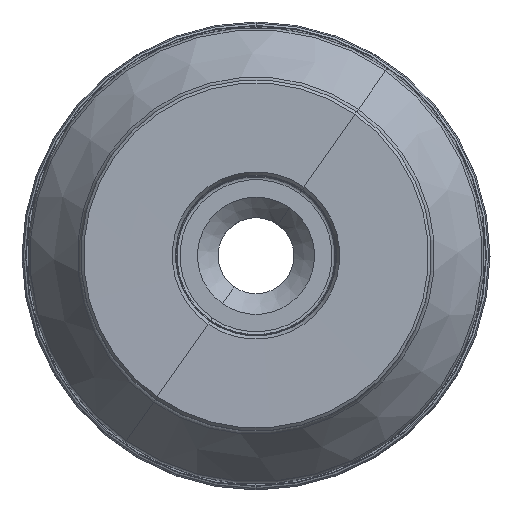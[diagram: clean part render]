
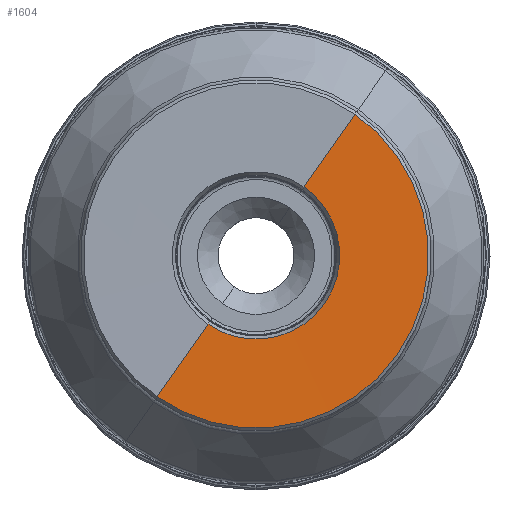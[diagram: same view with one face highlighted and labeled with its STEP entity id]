
A CAD part, top view. The second image highlights one B-rep face of the part: STEP entity #1604.
In plain terms, the highlighted conical face has half-angle 89.9 degrees and reference radius 21.906 mm.
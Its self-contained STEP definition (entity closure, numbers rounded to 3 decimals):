
#75=DIRECTION('',(-0.574,-0.819,-0.002));
#76=VECTOR('',#75,15.188);
#77=CARTESIAN_POINT('',(16.921,24.165,0.));
#78=LINE('',#77,#76);
#82=DIRECTION('',(0.574,0.819,-0.002));
#83=VECTOR('',#82,15.188);
#84=CARTESIAN_POINT('',(-16.921,-24.165,0.));
#85=LINE('',#84,#83);
#97=CARTESIAN_POINT('',(0.,0.,0.));
#98=DIRECTION('',(0.,0.,-1.));
#99=DIRECTION('',(0.574,0.819,0.));
#100=AXIS2_PLACEMENT_3D('',#97,#98,#99);
#105=CARTESIAN_POINT('',(0.,0.,-0.027));
#106=DIRECTION('',(0.,0.,-1.));
#107=DIRECTION('',(0.574,0.819,0.));
#108=AXIS2_PLACEMENT_3D('',#105,#106,#107);
#1398=CARTESIAN_POINT('',(16.921,24.165,0.));
#1400=VERTEX_POINT('',#1398);
#1401=CARTESIAN_POINT('',(8.209,11.724,
-0.027));
#1402=VERTEX_POINT('',#1401);
#1450=CARTESIAN_POINT('',(-16.921,-24.165,0.));
#1452=VERTEX_POINT('',#1450);
#1453=CARTESIAN_POINT('',(-8.209,-11.724,
-0.027));
#1454=VERTEX_POINT('',#1453);
#1592=CARTESIAN_POINT('',(0.,0.,-0.013));
#1593=DIRECTION('',(0.,0.,1.));
#1594=DIRECTION('',(0.574,0.819,0.));
#1595=AXIS2_PLACEMENT_3D('',#1592,#1593,#1594);
#1596=CONICAL_SURFACE('',#1595,21.906,89.9);
#1597=ORIENTED_EDGE('',*,*,#1582,.F.);
#1598=ORIENTED_EDGE('',*,*,#1558,.T.);
#1599=ORIENTED_EDGE('',*,*,#1586,.T.);
#1601=ORIENTED_EDGE('',*,*,#1600,.F.);
#1602=EDGE_LOOP('',(#1597,#1598,#1599,#1601));
#1603=FACE_OUTER_BOUND('',#1602,.F.);
#101=CIRCLE('',#100,29.5);
#109=CIRCLE('',#108,14.312);
#1558=EDGE_CURVE('',#1400,#1452,#101,.T.);
#1582=EDGE_CURVE('',#1400,#1402,#78,.T.);
#1586=EDGE_CURVE('',#1452,#1454,#85,.T.);
#1600=EDGE_CURVE('',#1402,#1454,#109,.T.);
#1604=ADVANCED_FACE('',(#1603),#1596,.F.);
